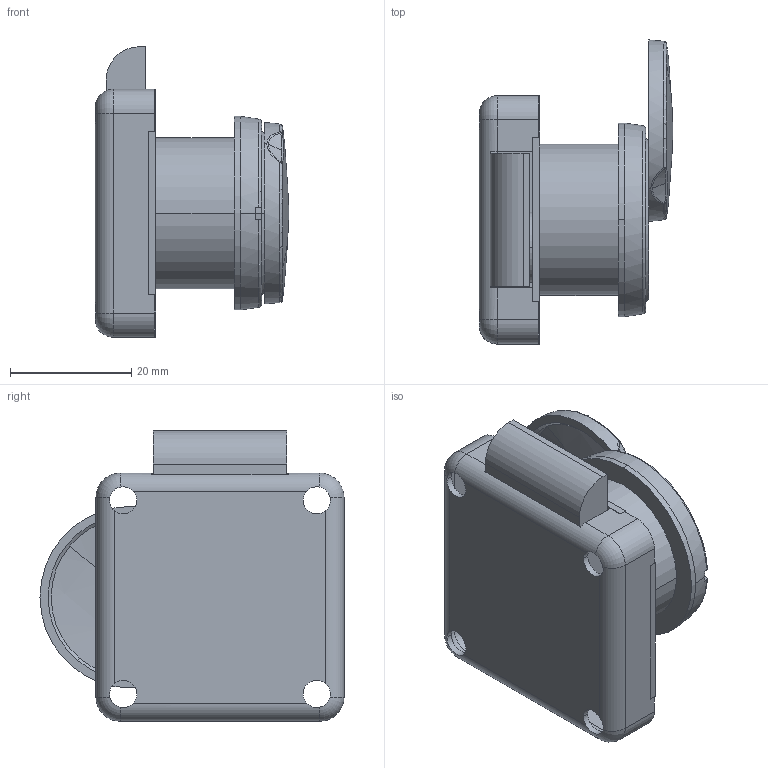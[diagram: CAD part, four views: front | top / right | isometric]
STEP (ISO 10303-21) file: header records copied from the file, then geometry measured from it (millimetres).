
FILE_DESCRIPTION (( 'STEP AP203' ), '1' );
FILE_NAME ('C-332-2.STEP', '2018-05-30T00:01:19', ( '' ), ( '' ), 'SwSTEP 2.0', 'SolidWorks 2014', '' );
FILE_SCHEMA (( 'CONFIG_CONTROL_DESIGN' ));
Length unit declared in the file: millimetre
Products named in the file (10): C-332-2_十字穴付皿小ねじ_内径基準ver1.01_M3x6十字穴付小頭皿小ねじ(鉄)サッシビス; C-332-2_ラッチ_; C-332-2僔儕儞僟乕僇僶乕_; C-332-2_ケース_; C-332-2_パッキン_; C-332-2_シリンダー_; C-332-2_キャップ_; C-332-2_カバー_; C-332-2; C-332-2_ローター_
Assembly tree (10 placements, depth 2):
  C-332-2
    C-332-2_ケース_
    C-332-2_カバー_
    C-332-2_ラッチ_
    C-332-2_シリンダー_
    C-332-2_ローター_
    C-332-2僔儕儞僟乕僇僶乕_
    C-332-2_キャップ_
    C-332-2_十字穴付皿小ねじ_内径基準ver1.01_M3x6十字穴付小頭皿小ねじ(鉄)サッシビス  x2
    C-332-2_パッキン_
Bounding box: 32 x 50.24 x 48 mm (x, y, z)
Volume: 17067.4 mm3; surface area: 18936.5 mm2
Topology: 10 solids, 10 shells, 260 faces, 674 edges, 435 vertices
Faces by surface type: plane 126, cylinder 86, cone 25, torus 12, sphere 10, bspline 1
Entity records: 8364 total; most frequent: CARTESIAN_POINT 1670, DIRECTION 1205, ORIENTED_EDGE 1164, EDGE_CURVE 582, AXIS2_PLACEMENT_3D 444, VERTEX_POINT 375, VECTOR 317, LINE 317
